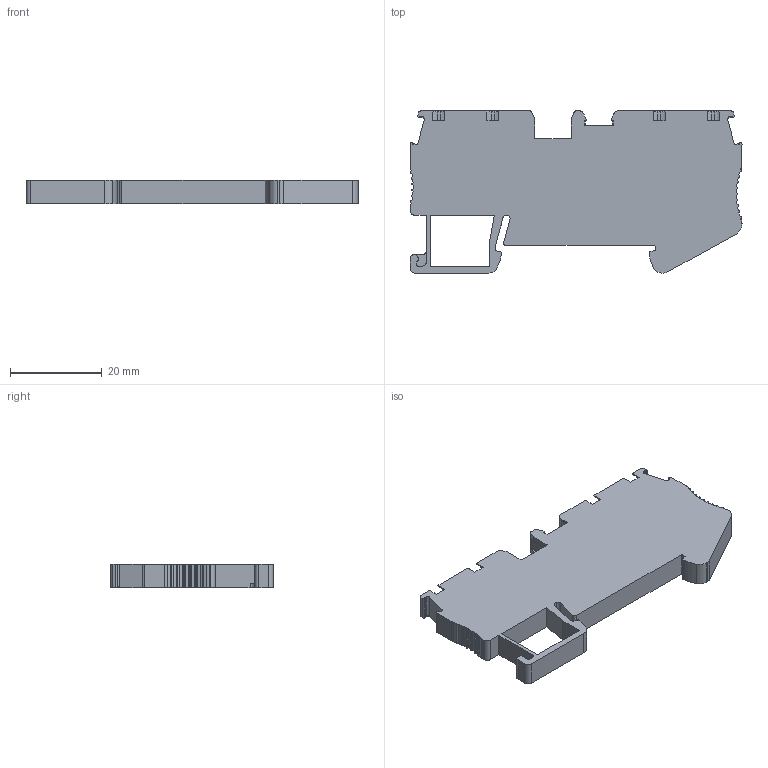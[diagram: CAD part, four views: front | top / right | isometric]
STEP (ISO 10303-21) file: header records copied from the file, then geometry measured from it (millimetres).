
FILE_DESCRIPTION( ('This file contains a STEP AP42 implementation' ,'as created by ZW3D STEP Interface translator.') ,'2;1' );
FILE_NAME( 'RNS2.5-QUOTTRO_錨璃64.stp' ,'24 725. 81958', (''), ('ZWCAD Software Co.'), 'Version 1.0', 'ZW3D to STEP translator', '' );
FILE_SCHEMA(('AUTOMOTIVE_DESIGN { 1 0 10303 214 1 1 1 1 }'));
Length unit declared in the file: millimetre
Products named in the file (2): 0; RNS2.5-QUOTTRO_錨璃64
Bounding box: 72.2 x 35.25 x 5.15 mm (x, y, z)
Volume: 9697.8 mm3; surface area: 5850.5 mm2
Topology: 1 solids, 1 shells, 3965 faces, 11483 edges, 7603 vertices
Faces by surface type: plane 3773, cylinder 115, bspline 69, torus 8
Entity records: 140239 total; most frequent: CARTESIAN_POINT 45632, ORIENTED_EDGE 22966, DIRECTION 12585, EDGE_CURVE 11483, VERTEX_POINT 7603, B_SPLINE_CURVE_WITH_KNOTS 6929, VECTOR 4317, LINE 4317
